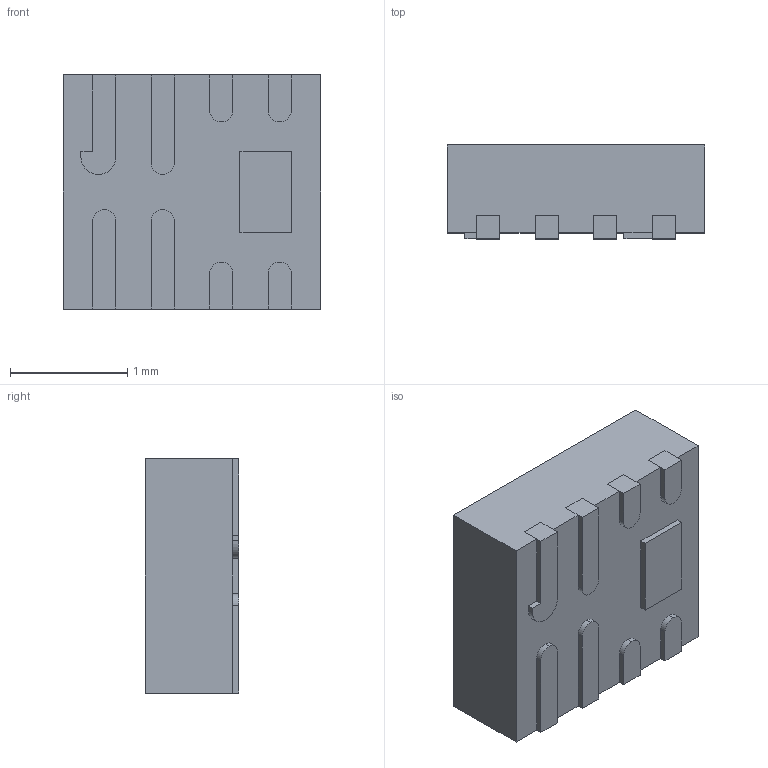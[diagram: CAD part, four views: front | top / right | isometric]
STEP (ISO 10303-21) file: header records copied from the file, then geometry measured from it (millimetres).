
FILE_DESCRIPTION (( 'STEP AP214' ), '1' );
FILE_NAME ('EMI2124MTTAG.STEP', '2018-10-05T00:44:58', ( '' ), ( '' ), 'SwSTEP 2.0', 'SolidWorks 2017', '' );
FILE_SCHEMA (( 'AUTOMOTIVE_DESIGN' ));
Length unit declared in the file: millimetre
Products named in the file (1): EMI2124MTTAG
Bounding box: 2.2 x 0.8 x 2 mm (x, y, z)
Volume: 3.4 mm3; surface area: 22.5 mm2
Topology: 10 solids, 10 shells, 112 faces, 270 edges, 180 vertices
Faces by surface type: plane 86, cylinder 26
Entity records: 3361 total; most frequent: CARTESIAN_POINT 563, DIRECTION 548, ORIENTED_EDGE 540, EDGE_CURVE 270, LINE 218, VECTOR 218, VERTEX_POINT 180, AXIS2_PLACEMENT_3D 165
